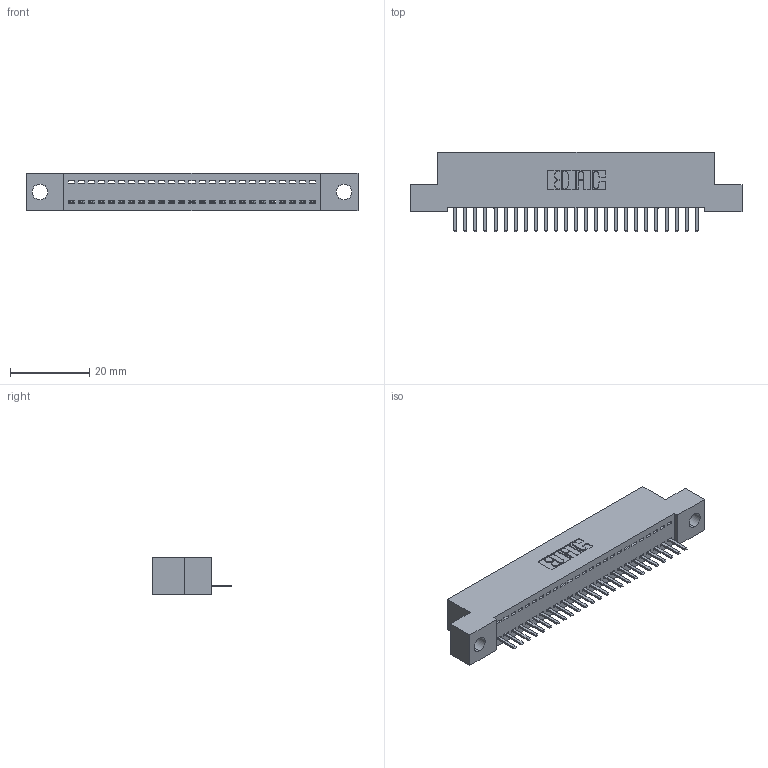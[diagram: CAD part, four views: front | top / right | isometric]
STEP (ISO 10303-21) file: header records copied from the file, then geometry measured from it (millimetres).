
FILE_DESCRIPTION (( 'STEP AP203' ), '1' );
FILE_NAME ('342-025-520-104.STEP', '2018-08-11T03:15:34', ( '' ), ( '' ), 'SwSTEP 2.0', 'SolidWorks 2016', '' );
FILE_SCHEMA (( 'CONFIG_CONTROL_DESIGN' ));
Length unit declared in the file: inch
Products named in the file (3): 342 Part_.156 TH; 345-292-001_345-293-120; 342-025-520-104
Assembly tree (26 placements, depth 2):
  342-025-520-104
    342 Part_.156 TH
    345-292-001_345-293-120  x25
Bounding box: 83.82 x 20.02 x 9.4 mm (x, y, z)
Volume: 7127.8 mm3; surface area: 9738.2 mm2
Topology: 26 solids, 26 shells, 1660 faces, 4899 edges, 3198 vertices
Faces by surface type: plane 1166, cylinder 494
Entity records: 17467 total; most frequent: CARTESIAN_POINT 3033, ORIENTED_EDGE 2982, DIRECTION 2581, EDGE_CURVE 1491, VECTOR 1359, LINE 1359, VERTEX_POINT 990, AXIS2_PLACEMENT_3D 611
